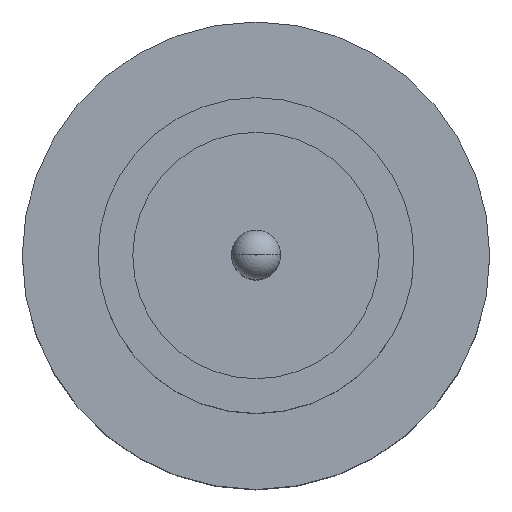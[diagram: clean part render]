
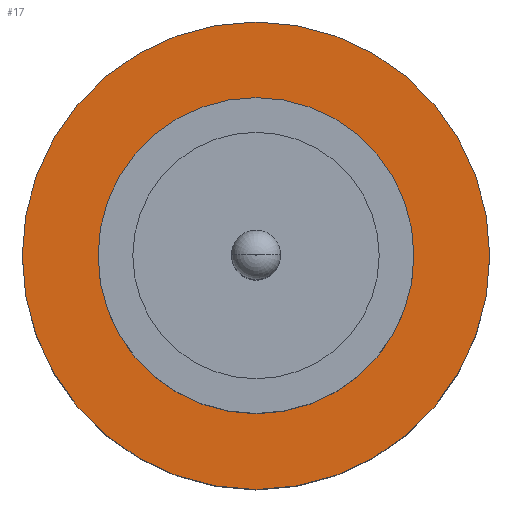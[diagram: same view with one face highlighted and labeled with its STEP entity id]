
A CAD part, top view. The second image highlights one B-rep face of the part: STEP entity #17.
In plain terms, the highlighted planar face has unit normal (0, 0, 1).
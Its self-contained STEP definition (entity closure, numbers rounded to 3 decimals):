
#9 = DIRECTION ( 'NONE',  ( 1., 0., 0. ) ) ;
#17 = ADVANCED_FACE ( 'NONE', ( #99, #635 ), #765, .T. ) ;
#36 = AXIS2_PLACEMENT_3D ( 'NONE', #120, #681, #9 ) ;
#39 = ORIENTED_EDGE ( 'NONE', *, *, #77, .F. ) ;
#77 = EDGE_CURVE ( 'NONE', #834, #883, #784, .T. ) ;
#84 = DIRECTION ( 'NONE',  ( 0., 0., 1. ) ) ;
#86 = AXIS2_PLACEMENT_3D ( 'NONE', #218, #838, #293 ) ;
#99 = FACE_BOUND ( 'NONE', #459, .T. ) ;
#100 = EDGE_CURVE ( 'NONE', #883, #834, #817, .T. ) ;
#101 = VERTEX_POINT ( 'NONE', #864 ) ;
#120 = CARTESIAN_POINT ( 'NONE',  ( 0., 0., 1.55 ) ) ;
#182 = AXIS2_PLACEMENT_3D ( 'NONE', #786, #84, #240 ) ;
#204 = CIRCLE ( 'NONE', #36, 1.85 ) ;
#218 = CARTESIAN_POINT ( 'NONE',  ( 0., 0., 1.55 ) ) ;
#240 = DIRECTION ( 'NONE',  ( 1., 0., 0. ) ) ;
#247 = CARTESIAN_POINT ( 'NONE',  ( -1.25, 0., 1.55 ) ) ;
#254 = EDGE_CURVE ( 'NONE', #101, #350, #556, .T. ) ;
#274 = EDGE_CURVE ( 'NONE', #350, #101, #204, .T. ) ;
#275 = DIRECTION ( 'NONE',  ( 0., 0., 1. ) ) ;
#293 = DIRECTION ( 'NONE',  ( 1., 0., 0. ) ) ;
#350 = VERTEX_POINT ( 'NONE', #727 ) ;
#363 = DIRECTION ( 'NONE',  ( 0., 0., 1. ) ) ;
#413 = AXIS2_PLACEMENT_3D ( 'NONE', #491, #363, #860 ) ;
#459 = EDGE_LOOP ( 'NONE', ( #39, #618 ) ) ;
#491 = CARTESIAN_POINT ( 'NONE',  ( 0., 0., 1.55 ) ) ;
#556 = CIRCLE ( 'NONE', #839, 1.85 ) ;
#589 = ORIENTED_EDGE ( 'NONE', *, *, #254, .T. ) ;
#618 = ORIENTED_EDGE ( 'NONE', *, *, #100, .F. ) ;
#635 = FACE_OUTER_BOUND ( 'NONE', #789, .T. ) ;
#681 = DIRECTION ( 'NONE',  ( 0., 0., 1. ) ) ;
#706 = ORIENTED_EDGE ( 'NONE', *, *, #274, .T. ) ;
#727 = CARTESIAN_POINT ( 'NONE',  ( 1.85, 0., 1.55 ) ) ;
#750 = DIRECTION ( 'NONE',  ( 1., 0., 0. ) ) ;
#765 = PLANE ( 'NONE',  #86 ) ;
#784 = CIRCLE ( 'NONE', #182, 1.25 ) ;
#786 = CARTESIAN_POINT ( 'NONE',  ( 0., 0., 1.55 ) ) ;
#789 = EDGE_LOOP ( 'NONE', ( #589, #706 ) ) ;
#817 = CIRCLE ( 'NONE', #413, 1.25 ) ;
#820 = CARTESIAN_POINT ( 'NONE',  ( 0., 0., 1.55 ) ) ;
#834 = VERTEX_POINT ( 'NONE', #874 ) ;
#838 = DIRECTION ( 'NONE',  ( 0., 0., 1. ) ) ;
#839 = AXIS2_PLACEMENT_3D ( 'NONE', #820, #275, #750 ) ;
#860 = DIRECTION ( 'NONE',  ( 1., 0., 0. ) ) ;
#864 = CARTESIAN_POINT ( 'NONE',  ( -1.85, 0., 1.55 ) ) ;
#874 = CARTESIAN_POINT ( 'NONE',  ( 1.25, 0., 1.55 ) ) ;
#883 = VERTEX_POINT ( 'NONE', #247 ) ;
